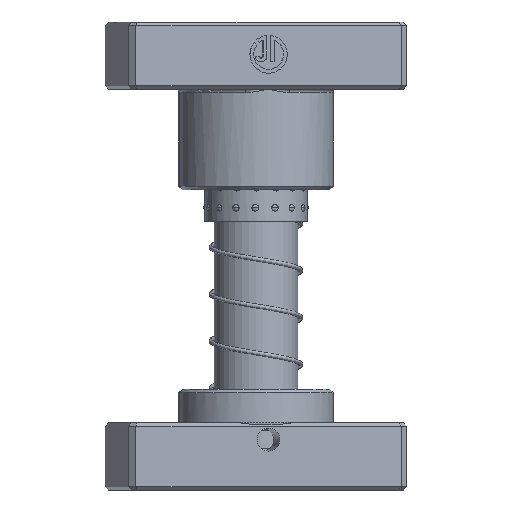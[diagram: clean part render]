
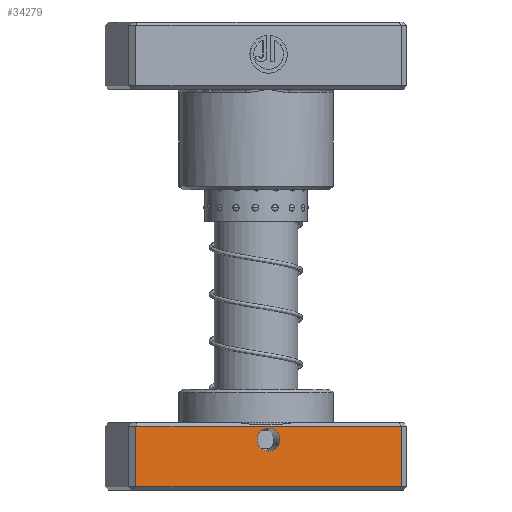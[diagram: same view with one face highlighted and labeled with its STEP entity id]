
A CAD part, front view. The second image highlights one B-rep face of the part: STEP entity #34279.
In plain terms, the highlighted face is planar.
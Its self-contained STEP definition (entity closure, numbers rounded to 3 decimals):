
#556 = PLANE ( 'NONE',  #33667 ) ;
#570 = EDGE_CURVE ( 'NONE', #5586, #21750, #20548, .T. ) ;
#1455 = VECTOR ( 'NONE', #8136, 1000. ) ;
#3420 = CARTESIAN_POINT ( 'NONE',  ( 40., -24., 20. ) ) ;
#4217 = VERTEX_POINT ( 'NONE', #20774 ) ;
#4634 = CARTESIAN_POINT ( 'NONE',  ( -40., -24., 1. ) ) ;
#5586 = VERTEX_POINT ( 'NONE', #4634 ) ;
#6654 = CARTESIAN_POINT ( 'NONE',  ( -40., -24., 20. ) ) ;
#7148 = FACE_BOUND ( 'NONE', #30638, .T. ) ;
#7700 = EDGE_CURVE ( 'NONE', #4217, #21750, #33258, .T. ) ;
#7898 = DIRECTION ( 'NONE',  ( 0., -1., 0. ) ) ;
#8136 = DIRECTION ( 'NONE',  ( 0., 0., -1. ) ) ;
#8246 = DIRECTION ( 'NONE',  ( 0., -1., 0. ) ) ;
#9133 = VECTOR ( 'NONE', #30479, 1000. ) ;
#9260 = AXIS2_PLACEMENT_3D ( 'NONE', #26012, #7898, #29045 ) ;
#9449 = VERTEX_POINT ( 'NONE', #34730 ) ;
#9672 = DIRECTION ( 'NONE',  ( 0., 0., 1. ) ) ;
#9754 = ORIENTED_EDGE ( 'NONE', *, *, #36743, .F. ) ;
#10979 = EDGE_LOOP ( 'NONE', ( #38248, #31619, #12775, #11656 ) ) ;
#11656 = ORIENTED_EDGE ( 'NONE', *, *, #17546, .T. ) ;
#12011 = DIRECTION ( 'NONE',  ( -1., 0., 0. ) ) ;
#12579 = CIRCLE ( 'NONE', #20633, 3.4 ) ;
#12775 = ORIENTED_EDGE ( 'NONE', *, *, #7700, .F. ) ;
#13194 = VERTEX_POINT ( 'NONE', #16181 ) ;
#14303 = FACE_OUTER_BOUND ( 'NONE', #10979, .T. ) ;
#15024 = CARTESIAN_POINT ( 'NONE',  ( -40., -24., 19. ) ) ;
#15036 = EDGE_CURVE ( 'NONE', #18055, #13194, #22076, .T. ) ;
#16181 = CARTESIAN_POINT ( 'NONE',  ( 0., -24., 11.6 ) ) ;
#17546 = EDGE_CURVE ( 'NONE', #4217, #9449, #20834, .T. ) ;
#18055 = VERTEX_POINT ( 'NONE', #23307 ) ;
#19892 = VECTOR ( 'NONE', #12011, 1000. ) ;
#20548 = LINE ( 'NONE', #30355, #32766 ) ;
#20633 = AXIS2_PLACEMENT_3D ( 'NONE', #26337, #8246, #29391 ) ;
#20774 = CARTESIAN_POINT ( 'NONE',  ( 40., -24., 19. ) ) ;
#20834 = LINE ( 'NONE', #15024, #19892 ) ;
#21750 = VERTEX_POINT ( 'NONE', #30217 ) ;
#21974 = EDGE_CURVE ( 'NONE', #9449, #5586, #32660, .T. ) ;
#22076 = CIRCLE ( 'NONE', #9260, 3.4 ) ;
#23221 = CARTESIAN_POINT ( 'NONE',  ( -40., -24., 20. ) ) ;
#23307 = CARTESIAN_POINT ( 'NONE',  ( 0., -24., 18.4 ) ) ;
#26012 = CARTESIAN_POINT ( 'NONE',  ( 0., -24., 15. ) ) ;
#26337 = CARTESIAN_POINT ( 'NONE',  ( 0., -24., 15. ) ) ;
#27799 = DIRECTION ( 'NONE',  ( 0., 1., 0. ) ) ;
#29045 = DIRECTION ( 'NONE',  ( 0., 0., -1. ) ) ;
#29391 = DIRECTION ( 'NONE',  ( 0., 0., -1. ) ) ;
#30217 = CARTESIAN_POINT ( 'NONE',  ( 40., -24., 1. ) ) ;
#30355 = CARTESIAN_POINT ( 'NONE',  ( -40., -24., 1. ) ) ;
#30479 = DIRECTION ( 'NONE',  ( 0., 0., -1. ) ) ;
#30638 = EDGE_LOOP ( 'NONE', ( #9754, #35008 ) ) ;
#31619 = ORIENTED_EDGE ( 'NONE', *, *, #570, .T. ) ;
#32660 = LINE ( 'NONE', #23221, #1455 ) ;
#32766 = VECTOR ( 'NONE', #36421, 1000. ) ;
#33258 = LINE ( 'NONE', #3420, #9133 ) ;
#33667 = AXIS2_PLACEMENT_3D ( 'NONE', #6654, #27799, #9672 ) ;
#34279 = ADVANCED_FACE ( 'NONE', ( #7148, #14303 ), #556, .F. ) ;
#34730 = CARTESIAN_POINT ( 'NONE',  ( -40., -24., 19. ) ) ;
#35008 = ORIENTED_EDGE ( 'NONE', *, *, #15036, .F. ) ;
#36421 = DIRECTION ( 'NONE',  ( 1., 0., 0. ) ) ;
#36743 = EDGE_CURVE ( 'NONE', #13194, #18055, #12579, .T. ) ;
#38248 = ORIENTED_EDGE ( 'NONE', *, *, #21974, .T. ) ;
